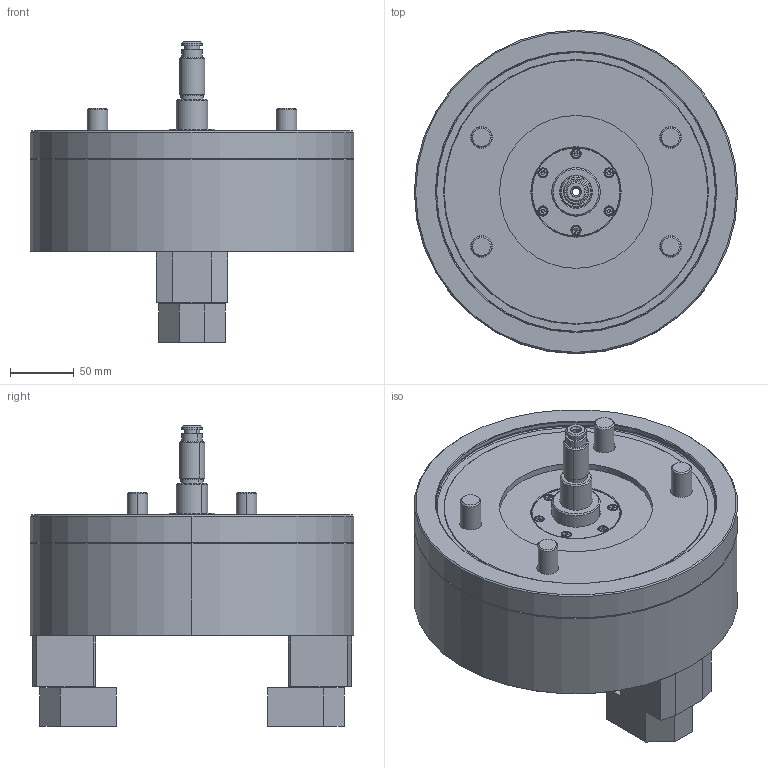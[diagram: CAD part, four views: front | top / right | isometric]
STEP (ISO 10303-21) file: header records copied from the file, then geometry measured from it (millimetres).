
FILE_DESCRIPTION (( 'STEP AP203' ), '1' );
FILE_NAME ('2J-10¥~Æ[¹Ï.STEP', '2016-04-28T08:04:48', ( 'temp' ), ( '' ), 'SwSTEP 2.0', 'SolidWorks 2015', '' );
FILE_SCHEMA (( 'CONFIG_CONTROL_DESIGN' ));
Length unit declared in the file: millimetre
Products named in the file (11): M4x12L_B18.3.1M - 4 x 0.7 x 12 Hex SHCS -- 12CHX; M12x30L_B18.3.1M - 12 x 1.75 x 30 Hex SHCS -- 30CHX; M16x95; 3J-10下拉柱; 2J-10-01000; 3J-10下拉柱座; 2J-10外觀圖; 3J-10生爪; 2J-10-03000; 3J-10連結桿螺栓; 3J-10連結桿襯套
Assembly tree (22 placements, depth 2):
  2J-10外觀圖
    3J-10下拉柱  x2
    3J-10下拉柱座  x2
    3J-10生爪  x2
    2J-10-03000
    3J-10連結桿螺栓
    3J-10連結桿襯套
    M4x12L_B18.3.1M - 4 x 0.7 x 12 Hex SHCS -- 12CHX  x6
    M12x30L_B18.3.1M - 12 x 1.75 x 30 Hex SHCS -- 30CHX  x2
    M16x95  x4
    2J-10-01000
Bounding box: 254 x 254 x 235.9 mm (x, y, z)
Volume: 3607044.7 mm3; surface area: 479958.4 mm2
Topology: 22 solids, 22 shells, 672 faces, 1487 edges, 882 vertices
Faces by surface type: plane 265, cylinder 205, cone 172, torus 30
Entity records: 12328 total; most frequent: DIRECTION 2129, CARTESIAN_POINT 1780, ORIENTED_EDGE 1694, AXIS2_PLACEMENT_3D 869, EDGE_CURVE 847, VERTEX_POINT 520, EDGE_LOOP 485, CIRCLE 456
